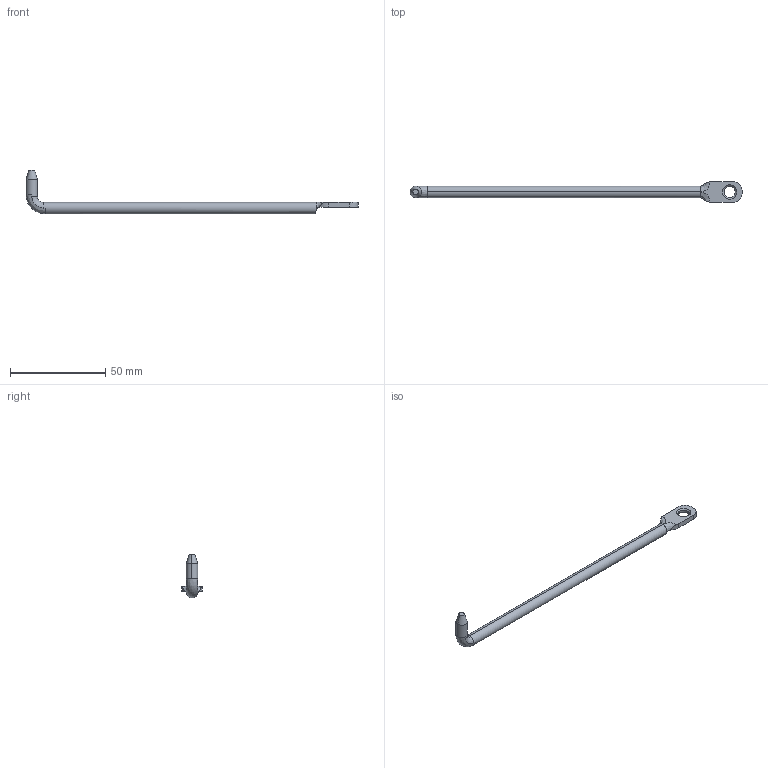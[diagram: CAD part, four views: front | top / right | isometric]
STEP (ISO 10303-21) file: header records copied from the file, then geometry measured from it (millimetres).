
FILE_DESCRIPTION( (''), '2;1');
FILE_NAME ('PC003.57016.TM_373_1_27353.stp','2024-06-05T15:43:48',(''),(''),'spGate 19.8.4 (****-****-****-****)','','');
FILE_SCHEMA (('AUTOMOTIVE_DESIGN'));
Length unit declared in the file: millimetre
Bounding box: 174.5 x 10.9 x 23 mm (x, y, z)
Volume: 5112.3 mm3; surface area: 3677.9 mm2
Topology: 1 solids, 1 shells, 28 faces, 74 edges, 48 vertices
Faces by surface type: cylinder 11, bspline 10, plane 7
Entity records: 1687 total; most frequent: CARTESIAN_POINT 468, ORIENTED_EDGE 148, DIRECTION 114, COLOUR_RGB 103, PRESENTATION_STYLE_ASSIGNMENT 103, STYLED_ITEM 103, EDGE_CURVE 74, DRAUGHTING_PRE_DEFINED_CURVE_FONT 74
